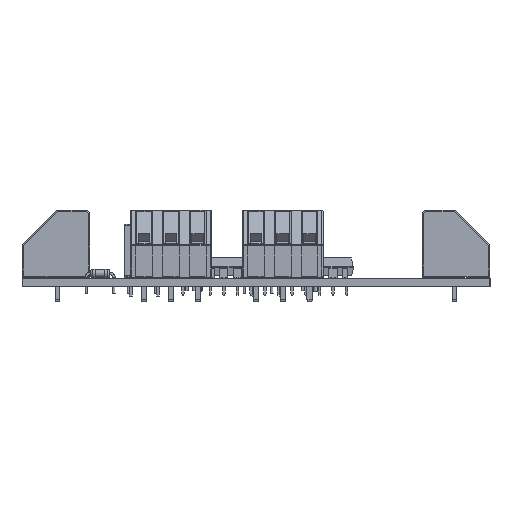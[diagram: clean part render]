
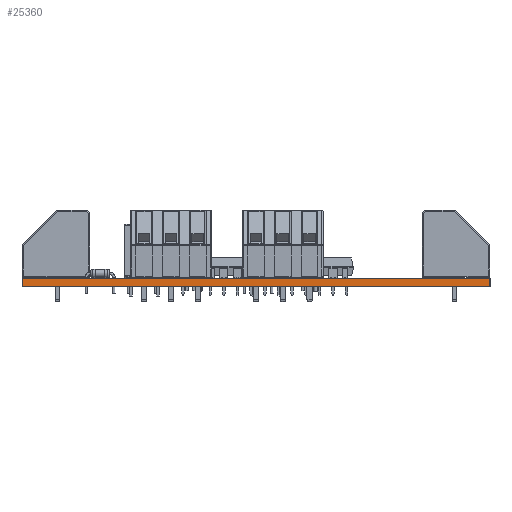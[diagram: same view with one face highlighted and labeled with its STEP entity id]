
A CAD part, left-side view. The second image highlights one B-rep face of the part: STEP entity #25360.
In plain terms, the highlighted planar face has unit normal (-1, 0, 0).
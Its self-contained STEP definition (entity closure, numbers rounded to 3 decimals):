
#25304 = VERTEX_POINT('',#25305);
#25305 = CARTESIAN_POINT('',(12.52,-152.59,1.6));
#25311 = EDGE_CURVE('',#25312,#25304,#25314,.T.);
#25312 = VERTEX_POINT('',#25313);
#25313 = CARTESIAN_POINT('',(12.52,-152.59,0.));
#25314 = LINE('',#25315,#25316);
#25315 = CARTESIAN_POINT('',(12.52,-152.59,0.));
#25316 = VECTOR('',#25317,1.);
#25317 = DIRECTION('',(0.,0.,1.));
#25360 = ADVANCED_FACE('',(#25361),#25386,.T.);
#25361 = FACE_BOUND('',#25362,.T.);
#25362 = EDGE_LOOP('',(#25363,#25364,#25372,#25380));
#25363 = ORIENTED_EDGE('',*,*,#25311,.T.);
#25364 = ORIENTED_EDGE('',*,*,#25365,.T.);
#25365 = EDGE_CURVE('',#25304,#25366,#25368,.T.);
#25366 = VERTEX_POINT('',#25367);
#25367 = CARTESIAN_POINT('',(12.52,-65.47,1.6));
#25368 = LINE('',#25369,#25370);
#25369 = CARTESIAN_POINT('',(12.52,-152.59,1.6));
#25370 = VECTOR('',#25371,1.);
#25371 = DIRECTION('',(0.,1.,0.));
#25372 = ORIENTED_EDGE('',*,*,#25373,.F.);
#25373 = EDGE_CURVE('',#25374,#25366,#25376,.T.);
#25374 = VERTEX_POINT('',#25375);
#25375 = CARTESIAN_POINT('',(12.52,-65.47,0.));
#25376 = LINE('',#25377,#25378);
#25377 = CARTESIAN_POINT('',(12.52,-65.47,0.));
#25378 = VECTOR('',#25379,1.);
#25379 = DIRECTION('',(0.,0.,1.));
#25380 = ORIENTED_EDGE('',*,*,#25381,.F.);
#25381 = EDGE_CURVE('',#25312,#25374,#25382,.T.);
#25382 = LINE('',#25383,#25384);
#25383 = CARTESIAN_POINT('',(12.52,-152.59,0.));
#25384 = VECTOR('',#25385,1.);
#25385 = DIRECTION('',(0.,1.,0.));
#25386 = PLANE('',#25387);
#25387 = AXIS2_PLACEMENT_3D('',#25388,#25389,#25390);
#25388 = CARTESIAN_POINT('',(12.52,-152.59,0.));
#25389 = DIRECTION('',(-1.,0.,0.));
#25390 = DIRECTION('',(0.,1.,0.));
